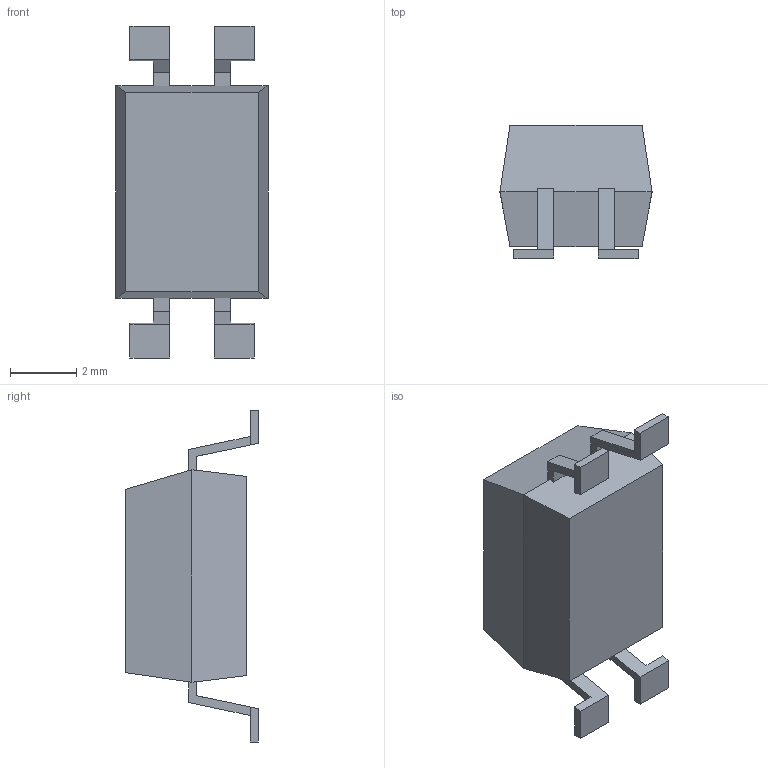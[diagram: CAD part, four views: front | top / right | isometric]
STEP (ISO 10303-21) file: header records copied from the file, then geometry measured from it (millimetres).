
FILE_DESCRIPTION (( 'STEP AP203' ), '1' );
FILE_NAME ('G3VM_21DR.step', '2014-06-25T06:19:28', ( 'OSMC1.0 ' ), ( ' ' ), 'SwSTEP 2.0', 'SolidWorks 2002025', '' );
FILE_SCHEMA (( 'CONFIG_CONTROL_DESIGN' ));
Length unit declared in the file: millimetre
Products named in the file (1): G3VM_21DR
Bounding box: 4.58 x 4 x 10 mm (x, y, z)
Volume: 97.2 mm3; surface area: 149.9 mm2
Topology: 1 solids, 1 shells, 53 faces, 146 edges, 96 vertices
Faces by surface type: plane 51, cylinder 2
Entity records: 1729 total; most frequent: CARTESIAN_POINT 296, ORIENTED_EDGE 292, DIRECTION 258, EDGE_CURVE 146, LINE 142, VECTOR 142, VERTEX_POINT 96, AXIS2_PLACEMENT_3D 58
